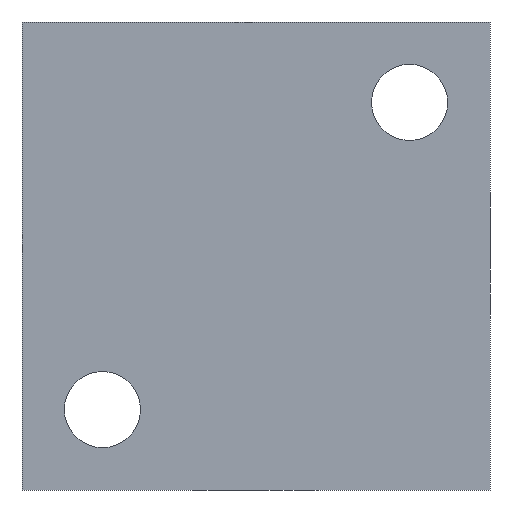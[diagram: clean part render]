
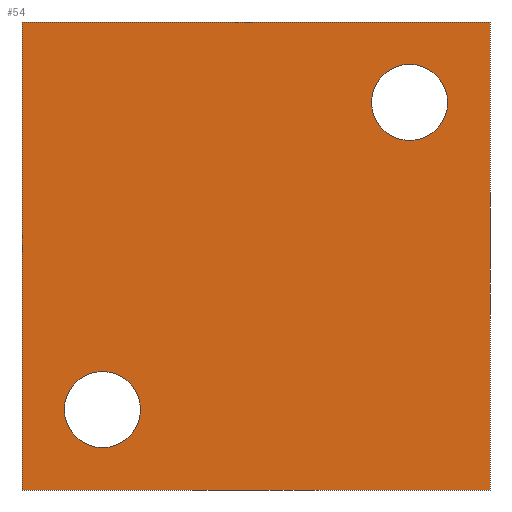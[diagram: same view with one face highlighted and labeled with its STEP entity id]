
A CAD part, front view. The second image highlights one B-rep face of the part: STEP entity #54.
In plain terms, the highlighted planar face has unit normal (0, -1, 0).
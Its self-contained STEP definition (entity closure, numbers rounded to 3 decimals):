
#54 = ADVANCED_FACE( '', ( #120, #121, #122 ), #123, .F. );
#120 = FACE_BOUND( '', #205, .T. );
#121 = FACE_BOUND( '', #206, .T. );
#122 = FACE_OUTER_BOUND( '', #207, .T. );
#123 = PLANE( '', #208 );
#205 = EDGE_LOOP( '', ( #307 ) );
#206 = EDGE_LOOP( '', ( #308 ) );
#207 = EDGE_LOOP( '', ( #309, #310, #311, #312 ) );
#208 = AXIS2_PLACEMENT_3D( '', #313, #314, #315 );
#307 = ORIENTED_EDGE( '', *, *, #459, .T. );
#308 = ORIENTED_EDGE( '', *, *, #456, .T. );
#309 = ORIENTED_EDGE( '', *, *, #460, .F. );
#310 = ORIENTED_EDGE( '', *, *, #461, .F. );
#311 = ORIENTED_EDGE( '', *, *, #462, .F. );
#312 = ORIENTED_EDGE( '', *, *, #463, .F. );
#313 = CARTESIAN_POINT( '', ( 0., 0., 0. ) );
#314 = DIRECTION( '', ( 0., 1., 0. ) );
#315 = DIRECTION( '', ( 0., 0., 1. ) );
#456 = EDGE_CURVE( '', #536, #536, #537, .T. );
#459 = EDGE_CURVE( '', #541, #541, #542, .T. );
#460 = EDGE_CURVE( '', #543, #544, #545, .T. );
#461 = EDGE_CURVE( '', #546, #543, #547, .T. );
#462 = EDGE_CURVE( '', #548, #546, #549, .T. );
#463 = EDGE_CURVE( '', #544, #548, #550, .T. );
#536 = VERTEX_POINT( '', #638 );
#537 = CIRCLE( '', #639, 2.6 );
#541 = VERTEX_POINT( '', #643 );
#542 = CIRCLE( '', #644, 2.6 );
#543 = VERTEX_POINT( '', #645 );
#544 = VERTEX_POINT( '', #646 );
#545 = LINE( '', #647, #648 );
#546 = VERTEX_POINT( '', #649 );
#547 = LINE( '', #650, #651 );
#548 = VERTEX_POINT( '', #652 );
#549 = LINE( '', #653, #654 );
#550 = LINE( '', #655, #656 );
#638 = CARTESIAN_POINT( '', ( 10.5, 0., 13.1 ) );
#639 = AXIS2_PLACEMENT_3D( '', #753, #754, #755 );
#643 = CARTESIAN_POINT( '', ( -10.5, 0., -7.9 ) );
#644 = AXIS2_PLACEMENT_3D( '', #759, #760, #761 );
#645 = CARTESIAN_POINT( '', ( -16., 0., -16. ) );
#646 = CARTESIAN_POINT( '', ( -16., 0., 16. ) );
#647 = CARTESIAN_POINT( '', ( -16., 0., -16. ) );
#648 = VECTOR( '', #762, 1000. );
#649 = CARTESIAN_POINT( '', ( 16., 0., -16. ) );
#650 = CARTESIAN_POINT( '', ( 16., 0., -16. ) );
#651 = VECTOR( '', #763, 1000. );
#652 = CARTESIAN_POINT( '', ( 16., 0., 16. ) );
#653 = CARTESIAN_POINT( '', ( 16., 0., 16. ) );
#654 = VECTOR( '', #764, 1000. );
#655 = CARTESIAN_POINT( '', ( -16., 0., 16. ) );
#656 = VECTOR( '', #765, 1000. );
#753 = CARTESIAN_POINT( '', ( 10.5, 0., 10.5 ) );
#754 = DIRECTION( '', ( 0., 1., 0. ) );
#755 = DIRECTION( '', ( 0., 0., 1. ) );
#759 = CARTESIAN_POINT( '', ( -10.5, 0., -10.5 ) );
#760 = DIRECTION( '', ( 0., 1., 0. ) );
#761 = DIRECTION( '', ( 0., 0., 1. ) );
#762 = DIRECTION( '', ( 0., 0., 1. ) );
#763 = DIRECTION( '', ( -1., 0., 0. ) );
#764 = DIRECTION( '', ( 0., 0., -1. ) );
#765 = DIRECTION( '', ( 1., 0., 0. ) );
